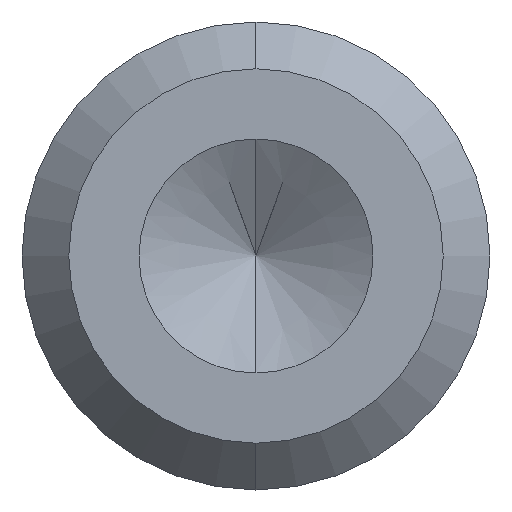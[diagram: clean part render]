
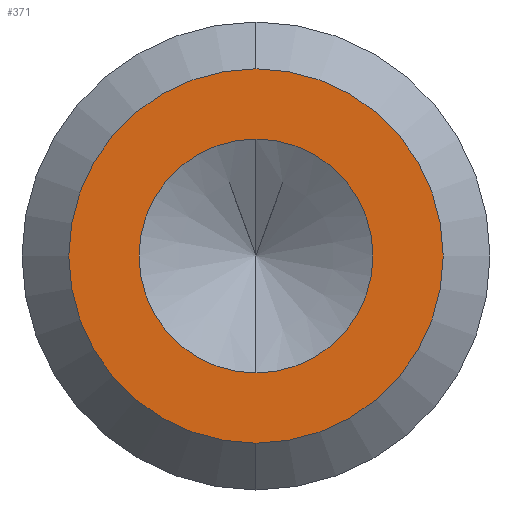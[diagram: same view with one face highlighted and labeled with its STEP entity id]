
A CAD part, left-side view. The second image highlights one B-rep face of the part: STEP entity #371.
In plain terms, the highlighted planar face has unit normal (-1, 0, 0).
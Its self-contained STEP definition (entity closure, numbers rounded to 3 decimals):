
#10 = DIRECTION ( 'NONE',  ( 0., 0., 1. ) ) ;
#20 = CIRCLE ( 'NONE', #250, 2.5 ) ;
#27 = FACE_BOUND ( 'NONE', #327, .T. ) ;
#30 = CARTESIAN_POINT ( 'NONE',  ( -117.5, 0., 0. ) ) ;
#58 = CARTESIAN_POINT ( 'NONE',  ( -117.5, 0., 4. ) ) ;
#62 = CARTESIAN_POINT ( 'NONE',  ( -117.5, 0., -4. ) ) ;
#76 = AXIS2_PLACEMENT_3D ( 'NONE', #244, #138, #136 ) ;
#77 = ORIENTED_EDGE ( 'NONE', *, *, #297, .T. ) ;
#80 = CARTESIAN_POINT ( 'NONE',  ( -117.5, 0., 0. ) ) ;
#136 = DIRECTION ( 'NONE',  ( 0., 0., -1. ) ) ;
#138 = DIRECTION ( 'NONE',  ( -1., 0., 0. ) ) ;
#162 = DIRECTION ( 'NONE',  ( 0., 0., -1. ) ) ;
#167 = CARTESIAN_POINT ( 'NONE',  ( -117.5, 0., 0. ) ) ;
#169 = FACE_OUTER_BOUND ( 'NONE', #329, .T. ) ;
#192 = CIRCLE ( 'NONE', #440, 4. ) ;
#216 = AXIS2_PLACEMENT_3D ( 'NONE', #30, #220, #372 ) ;
#219 = EDGE_CURVE ( 'NONE', #417, #331, #302, .T. ) ;
#220 = DIRECTION ( 'NONE',  ( 1., 0., 0. ) ) ;
#244 = CARTESIAN_POINT ( 'NONE',  ( -117.5, 0., 0. ) ) ;
#250 = AXIS2_PLACEMENT_3D ( 'NONE', #384, #259, #450 ) ;
#259 = DIRECTION ( 'NONE',  ( -1., 0., 0. ) ) ;
#277 = EDGE_CURVE ( 'NONE', #373, #306, #192, .T. ) ;
#281 = DIRECTION ( 'NONE',  ( -1., 0., 0. ) ) ;
#293 = CIRCLE ( 'NONE', #76, 4. ) ;
#297 = EDGE_CURVE ( 'NONE', #306, #373, #293, .T. ) ;
#302 = CIRCLE ( 'NONE', #477, 2.5 ) ;
#306 = VERTEX_POINT ( 'NONE', #58 ) ;
#312 = DIRECTION ( 'NONE',  ( -1., 0., 0. ) ) ;
#320 = PLANE ( 'NONE',  #216 ) ;
#327 = EDGE_LOOP ( 'NONE', ( #336, #480 ) ) ;
#328 = CARTESIAN_POINT ( 'NONE',  ( -117.5, 0., -2.5 ) ) ;
#329 = EDGE_LOOP ( 'NONE', ( #443, #77 ) ) ;
#331 = VERTEX_POINT ( 'NONE', #328 ) ;
#336 = ORIENTED_EDGE ( 'NONE', *, *, #219, .F. ) ;
#371 = ADVANCED_FACE ( 'NONE', ( #27, #169 ), #320, .F. ) ;
#372 = DIRECTION ( 'NONE',  ( 0., 0., -1. ) ) ;
#373 = VERTEX_POINT ( 'NONE', #62 ) ;
#384 = CARTESIAN_POINT ( 'NONE',  ( -117.5, 0., 0. ) ) ;
#417 = VERTEX_POINT ( 'NONE', #468 ) ;
#440 = AXIS2_PLACEMENT_3D ( 'NONE', #167, #281, #162 ) ;
#442 = EDGE_CURVE ( 'NONE', #331, #417, #20, .T. ) ;
#443 = ORIENTED_EDGE ( 'NONE', *, *, #277, .T. ) ;
#450 = DIRECTION ( 'NONE',  ( 0., 0., 1. ) ) ;
#468 = CARTESIAN_POINT ( 'NONE',  ( -117.5, 0., 2.5 ) ) ;
#477 = AXIS2_PLACEMENT_3D ( 'NONE', #80, #312, #10 ) ;
#480 = ORIENTED_EDGE ( 'NONE', *, *, #442, .F. ) ;
